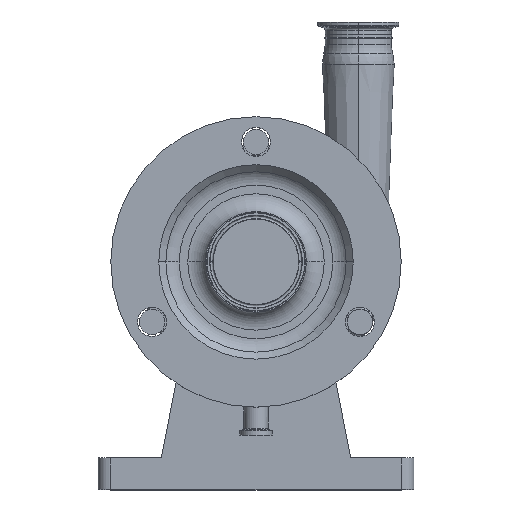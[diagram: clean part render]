
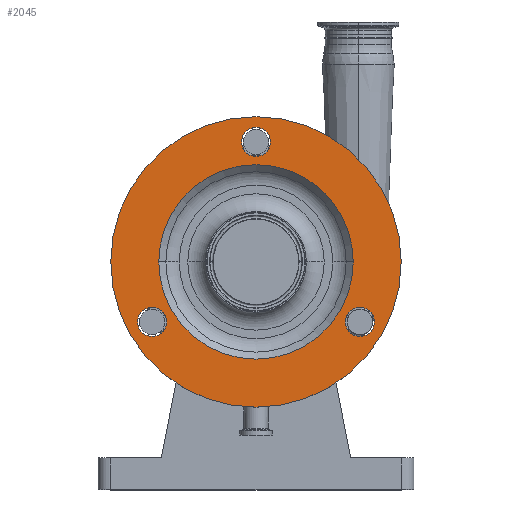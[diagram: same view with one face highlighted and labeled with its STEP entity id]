
A CAD part, top view. The second image highlights one B-rep face of the part: STEP entity #2045.
In plain terms, the highlighted planar face has unit normal (0, 0, 1).
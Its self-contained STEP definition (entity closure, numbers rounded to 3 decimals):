
#534 = VERTEX_POINT ( 'NONE', #8348 ) ;
#700 = VERTEX_POINT ( 'NONE', #8783 ) ;
#709 = EDGE_CURVE ( 'NONE', #717, #721, #8836, .T. ) ;
#717 = VERTEX_POINT ( 'NONE', #8812 ) ;
#721 = VERTEX_POINT ( 'NONE', #8821 ) ;
#923 = VERTEX_POINT ( 'NONE', #9351 ) ;
#927 = VERTEX_POINT ( 'NONE', #9354 ) ;
#928 = EDGE_CURVE ( 'NONE', #923, #927, #9342, .T. ) ;
#1777 = EDGE_CURVE ( 'NONE', #23845, #23846, #16173, .T. ) ;
#1830 = EDGE_CURVE ( 'NONE', #721, #717, #16236, .T. ) ;
#1832 = EDGE_CURVE ( 'NONE', #23751, #534, #16287, .T. ) ;
#1839 = EDGE_CURVE ( 'NONE', #700, #23981, #16266, .T. ) ;
#2021 = ORIENTED_EDGE ( 'NONE', *, *, #23978, .F. ) ;
#2022 = ORIENTED_EDGE ( 'NONE', *, *, #1839, .F. ) ;
#2023 = ORIENTED_EDGE ( 'NONE', *, *, #1830, .T. ) ;
#2024 = EDGE_LOOP ( 'NONE', ( #2022, #2021 ) ) ;
#2025 = ORIENTED_EDGE ( 'NONE', *, *, #709, .T. ) ;
#2026 = EDGE_LOOP ( 'NONE', ( #2025, #2023 ) ) ;
#2027 = ORIENTED_EDGE ( 'NONE', *, *, #2033, .F. ) ;
#2028 = EDGE_LOOP ( 'NONE', ( #2027, #2090 ) ) ;
#2033 = EDGE_CURVE ( 'NONE', #927, #923, #16692, .T. ) ;
#2035 = ORIENTED_EDGE ( 'NONE', *, *, #1777, .F. ) ;
#2037 = EDGE_LOOP ( 'NONE', ( #2041, #2046 ) ) ;
#2039 = EDGE_LOOP ( 'NONE', ( #2035, #2044 ) ) ;
#2041 = ORIENTED_EDGE ( 'NONE', *, *, #1832, .F. ) ;
#2044 = ORIENTED_EDGE ( 'NONE', *, *, #23886, .F. ) ;
#2045 = ADVANCED_FACE ( 'NONE', ( #16683, #16771, #16680, #16770, #16777 ), #16673, .F. ) ;
#2046 = ORIENTED_EDGE ( 'NONE', *, *, #23801, .F. ) ;
#2090 = ORIENTED_EDGE ( 'NONE', *, *, #928, .F. ) ;
#8348 = CARTESIAN_POINT ( 'NONE',  ( -76.522, -57.459, 215. ) ) ;
#8783 = CARTESIAN_POINT ( 'NONE',  ( 11.5, 95., 215. ) ) ;
#8812 = CARTESIAN_POINT ( 'NONE',  ( 115., 0., 215. ) ) ;
#8821 = CARTESIAN_POINT ( 'NONE',  ( -115., 0., 215. ) ) ;
#8832 = DIRECTION ( 'NONE',  ( 1., 0., 0. ) ) ;
#8833 = DIRECTION ( 'NONE',  ( 0., 0., 1. ) ) ;
#8834 = CARTESIAN_POINT ( 'NONE',  ( 0., 0., 215. ) ) ;
#8835 = AXIS2_PLACEMENT_3D ( 'NONE', #8834, #8833, #8832 ) ;
#8836 = CIRCLE ( 'NONE', #8835, 115. ) ;
#9340 = DIRECTION ( 'NONE',  ( 0., 0., 1. ) ) ;
#9341 = AXIS2_PLACEMENT_3D ( 'NONE', #9350, #9340, #9402 ) ;
#9342 = CIRCLE ( 'NONE', #9341, 77. ) ;
#9350 = CARTESIAN_POINT ( 'NONE',  ( 0., 0., 215. ) ) ;
#9351 = CARTESIAN_POINT ( 'NONE',  ( -77., 0., 215. ) ) ;
#9354 = CARTESIAN_POINT ( 'NONE',  ( 77., 0., 215. ) ) ;
#9402 = DIRECTION ( 'NONE',  ( 1., 0., 0. ) ) ;
#16170 = CARTESIAN_POINT ( 'NONE',  ( 82.272, -47.5, 215. ) ) ;
#16173 = CIRCLE ( 'NONE', #16191, 11.5 ) ;
#16191 = AXIS2_PLACEMENT_3D ( 'NONE', #16170, #16231, #16230 ) ;
#16230 = DIRECTION ( 'NONE',  ( -0.5, -0.866, 0. ) ) ;
#16231 = DIRECTION ( 'NONE',  ( 0., 0., 1. ) ) ;
#16236 = CIRCLE ( 'NONE', #16285, 115. ) ;
#16266 = CIRCLE ( 'NONE', #16274, 11.5 ) ;
#16268 = DIRECTION ( 'NONE',  ( -0.5, 0.866, 0. ) ) ;
#16269 = DIRECTION ( 'NONE',  ( 0., 0., 1. ) ) ;
#16270 = CARTESIAN_POINT ( 'NONE',  ( -82.272, -47.5, 215. ) ) ;
#16274 = AXIS2_PLACEMENT_3D ( 'NONE', #16312, #16311, #16310 ) ;
#16275 = DIRECTION ( 'NONE',  ( 1., 0., 0. ) ) ;
#16276 = DIRECTION ( 'NONE',  ( 0., 0., 1. ) ) ;
#16277 = CARTESIAN_POINT ( 'NONE',  ( 0., 0., 215. ) ) ;
#16278 = AXIS2_PLACEMENT_3D ( 'NONE', #16270, #16269, #16268 ) ;
#16285 = AXIS2_PLACEMENT_3D ( 'NONE', #16277, #16276, #16275 ) ;
#16287 = CIRCLE ( 'NONE', #16278, 11.5 ) ;
#16310 = DIRECTION ( 'NONE',  ( 1., 0., 0. ) ) ;
#16311 = DIRECTION ( 'NONE',  ( 0., 0., 1. ) ) ;
#16312 = CARTESIAN_POINT ( 'NONE',  ( 0., 95., 215. ) ) ;
#16673 = PLANE ( 'NONE',  #16778 ) ;
#16676 = AXIS2_PLACEMENT_3D ( 'NONE', #16700, #16698, #16697 ) ;
#16680 = FACE_BOUND ( 'NONE', #2024, .T. ) ;
#16683 = FACE_BOUND ( 'NONE', #2039, .T. ) ;
#16692 = CIRCLE ( 'NONE', #16676, 77. ) ;
#16697 = DIRECTION ( 'NONE',  ( 1., 0., 0. ) ) ;
#16698 = DIRECTION ( 'NONE',  ( 0., 0., 1. ) ) ;
#16700 = CARTESIAN_POINT ( 'NONE',  ( 0., 0., 215. ) ) ;
#16767 = DIRECTION ( 'NONE',  ( -1., 0., 0. ) ) ;
#16768 = DIRECTION ( 'NONE',  ( 0., 0., -1. ) ) ;
#16770 = FACE_OUTER_BOUND ( 'NONE', #2026, .T. ) ;
#16771 = FACE_BOUND ( 'NONE', #2037, .T. ) ;
#16776 = CARTESIAN_POINT ( 'NONE',  ( 0., 39., 215. ) ) ;
#16777 = FACE_BOUND ( 'NONE', #2028, .T. ) ;
#16778 = AXIS2_PLACEMENT_3D ( 'NONE', #16776, #16768, #16767 ) ;
#20636 = CARTESIAN_POINT ( 'NONE',  ( -88.022, -37.541, 215. ) ) ;
#20801 = DIRECTION ( 'NONE',  ( -0.5, 0.866, 0. ) ) ;
#20802 = DIRECTION ( 'NONE',  ( 0., 0., 1. ) ) ;
#20803 = CARTESIAN_POINT ( 'NONE',  ( -82.272, -47.5, 215. ) ) ;
#20804 = AXIS2_PLACEMENT_3D ( 'NONE', #20803, #20802, #20801 ) ;
#20805 = CIRCLE ( 'NONE', #20804, 11.5 ) ;
#22176 = CARTESIAN_POINT ( 'NONE',  ( 88.022, -37.541, 215. ) ) ;
#22177 = CARTESIAN_POINT ( 'NONE',  ( 76.522, -57.459, 215. ) ) ;
#22180 = CIRCLE ( 'NONE', #22266, 11.5 ) ;
#22263 = DIRECTION ( 'NONE',  ( -0.5, -0.866, 0. ) ) ;
#22264 = DIRECTION ( 'NONE',  ( 0., 0., 1. ) ) ;
#22265 = CARTESIAN_POINT ( 'NONE',  ( 82.272, -47.5, 215. ) ) ;
#22266 = AXIS2_PLACEMENT_3D ( 'NONE', #22265, #22264, #22263 ) ;
#23480 = DIRECTION ( 'NONE',  ( 1., 0., 0. ) ) ;
#23481 = DIRECTION ( 'NONE',  ( 0., 0., 1. ) ) ;
#23482 = CARTESIAN_POINT ( 'NONE',  ( 0., 95., 215. ) ) ;
#23483 = AXIS2_PLACEMENT_3D ( 'NONE', #23482, #23481, #23480 ) ;
#23486 = CARTESIAN_POINT ( 'NONE',  ( -11.5, 95., 215. ) ) ;
#23502 = CIRCLE ( 'NONE', #23483, 11.5 ) ;
#23751 = VERTEX_POINT ( 'NONE', #20636 ) ;
#23801 = EDGE_CURVE ( 'NONE', #534, #23751, #20805, .T. ) ;
#23845 = VERTEX_POINT ( 'NONE', #22177 ) ;
#23846 = VERTEX_POINT ( 'NONE', #22176 ) ;
#23886 = EDGE_CURVE ( 'NONE', #23846, #23845, #22180, .T. ) ;
#23978 = EDGE_CURVE ( 'NONE', #23981, #700, #23502, .T. ) ;
#23981 = VERTEX_POINT ( 'NONE', #23486 ) ;
